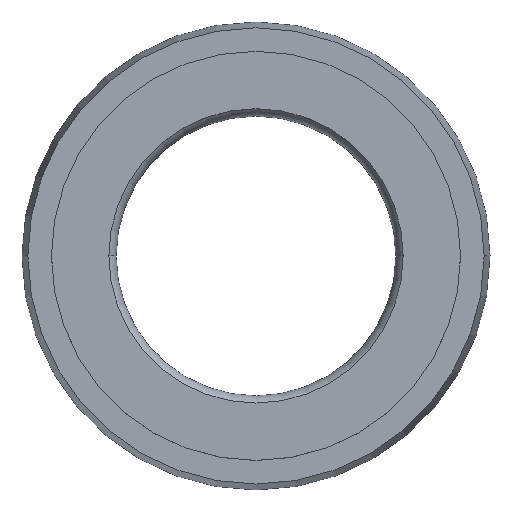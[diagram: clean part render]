
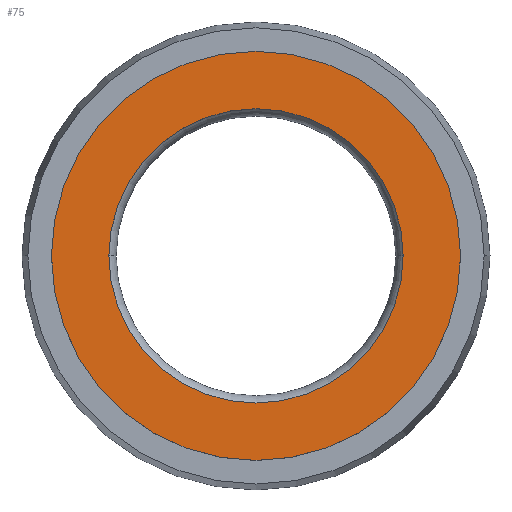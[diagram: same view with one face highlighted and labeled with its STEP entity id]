
A CAD part, top view. The second image highlights one B-rep face of the part: STEP entity #75.
In plain terms, the highlighted planar face has unit normal (0, 0, 1).
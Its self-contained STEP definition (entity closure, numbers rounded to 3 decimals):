
#14 = CIRCLE ( 'NONE', #87, 6.95 ) ;
#57 = DIRECTION ( 'NONE',  ( -1., 0., 0. ) ) ;
#75 = ADVANCED_FACE ( 'NONE', ( #344, #472 ), #497, .F. ) ;
#76 = VERTEX_POINT ( 'NONE', #550 ) ;
#82 = DIRECTION ( 'NONE',  ( 1., 0., 0. ) ) ;
#87 = AXIS2_PLACEMENT_3D ( 'NONE', #262, #404, #266 ) ;
#122 = CARTESIAN_POINT ( 'NONE',  ( 0., 0., 0. ) ) ;
#172 = VERTEX_POINT ( 'NONE', #302 ) ;
#180 = CARTESIAN_POINT ( 'NONE',  ( 5., 0., 0. ) ) ;
#196 = ORIENTED_EDGE ( 'NONE', *, *, #541, .F. ) ;
#224 = CIRCLE ( 'NONE', #296, 5. ) ;
#237 = CIRCLE ( 'NONE', #269, 5. ) ;
#250 = DIRECTION ( 'NONE',  ( 0., 0., 1. ) ) ;
#262 = CARTESIAN_POINT ( 'NONE',  ( 0., 0., 0. ) ) ;
#266 = DIRECTION ( 'NONE',  ( 1., 0., 0. ) ) ;
#268 = ORIENTED_EDGE ( 'NONE', *, *, #325, .F. ) ;
#269 = AXIS2_PLACEMENT_3D ( 'NONE', #532, #475, #82 ) ;
#296 = AXIS2_PLACEMENT_3D ( 'NONE', #340, #250, #388 ) ;
#302 = CARTESIAN_POINT ( 'NONE',  ( -6.95, 0., 0. ) ) ;
#325 = EDGE_CURVE ( 'NONE', #76, #538, #224, .T. ) ;
#326 = CIRCLE ( 'NONE', #378, 6.95 ) ;
#335 = AXIS2_PLACEMENT_3D ( 'NONE', #391, #390, #57 ) ;
#340 = CARTESIAN_POINT ( 'NONE',  ( 0., 0., 0. ) ) ;
#344 = FACE_BOUND ( 'NONE', #543, .T. ) ;
#354 = EDGE_CURVE ( 'NONE', #172, #580, #326, .T. ) ;
#378 = AXIS2_PLACEMENT_3D ( 'NONE', #122, #566, #509 ) ;
#388 = DIRECTION ( 'NONE',  ( 1., 0., 0. ) ) ;
#390 = DIRECTION ( 'NONE',  ( 0., 0., -1. ) ) ;
#391 = CARTESIAN_POINT ( 'NONE',  ( 0., 0., 0. ) ) ;
#399 = ORIENTED_EDGE ( 'NONE', *, *, #354, .T. ) ;
#404 = DIRECTION ( 'NONE',  ( 0., 0., 1. ) ) ;
#431 = EDGE_CURVE ( 'NONE', #580, #172, #14, .T. ) ;
#432 = EDGE_LOOP ( 'NONE', ( #588, #399 ) ) ;
#472 = FACE_OUTER_BOUND ( 'NONE', #432, .T. ) ;
#475 = DIRECTION ( 'NONE',  ( 0., 0., 1. ) ) ;
#497 = PLANE ( 'NONE',  #335 ) ;
#509 = DIRECTION ( 'NONE',  ( 1., 0., 0. ) ) ;
#532 = CARTESIAN_POINT ( 'NONE',  ( 0., 0., 0. ) ) ;
#538 = VERTEX_POINT ( 'NONE', #180 ) ;
#541 = EDGE_CURVE ( 'NONE', #538, #76, #237, .T. ) ;
#543 = EDGE_LOOP ( 'NONE', ( #196, #268 ) ) ;
#550 = CARTESIAN_POINT ( 'NONE',  ( -5., 0., 0. ) ) ;
#566 = DIRECTION ( 'NONE',  ( 0., 0., 1. ) ) ;
#580 = VERTEX_POINT ( 'NONE', #583 ) ;
#583 = CARTESIAN_POINT ( 'NONE',  ( 6.95, 0., 0. ) ) ;
#588 = ORIENTED_EDGE ( 'NONE', *, *, #431, .T. ) ;
